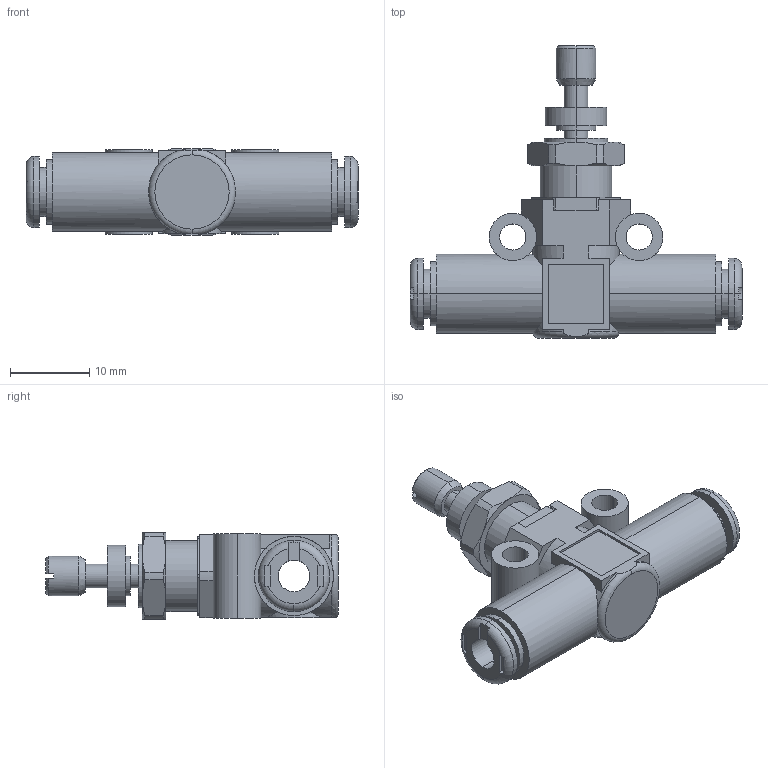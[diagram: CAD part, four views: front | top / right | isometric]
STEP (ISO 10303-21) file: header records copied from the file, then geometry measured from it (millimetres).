
FILE_DESCRIPTION(('HOOPS Exchange Step'),'2;1');
FILE_NAME('export-63AD742A-C0CB-4F6D-8EEA-6B74E78D424E.stp','2021-05-30T10:53:52+02:00',('Engineering'),('Alibre'),'HOOPS Exchange 2020.1','Alibre','Unknown authorisation');
FILE_SCHEMA( ('AP242_MANAGED_MODEL_BASED_3D_ENGINEERING_MIM_LF {1 0 10303 442 1 1 4 }') );
Length unit declared in the file: millimetre
Products named in the file (4): 5624-1 9041301 Inline Flow Regulator, one way, 4Ø-4Ømm  body; 5624-3 9041301 Inline Flow Regulator, one way, 4Ø-4Ømm D4 bushing; 5624-2 9041301 Inline Flow Regulator, one way, 4Ø-4Ømm valve; 5624 9041301 Inline Flow Regulator, one way, 4Ø-4Ømm
Assembly tree (4 placements, depth 2):
  5624 9041301 Inline Flow Regulator, one way, 4Ø-4Ømm
    5624-1 9041301 Inline Flow Regulator, one way, 4Ø-4Ømm  body
    5624-3 9041301 Inline Flow Regulator, one way, 4Ø-4Ømm D4 bushing  x2
    5624-2 9041301 Inline Flow Regulator, one way, 4Ø-4Ømm valve
Bounding box: 42 x 37 x 11 mm (x, y, z)
Volume: 3762.8 mm3; surface area: 4869.7 mm2
Topology: 4 solids, 4 shells, 239 faces, 592 edges, 382 vertices
Faces by surface type: plane 105, cylinder 98, cone 30, torus 6
Entity records: 6980 total; most frequent: CARTESIAN_POINT 1945, DIRECTION 1082, ORIENTED_EDGE 1012, EDGE_CURVE 506, AXIS2_PLACEMENT_3D 426, VERTEX_POINT 326, EDGE_LOOP 236, FACE_BOUND 236
